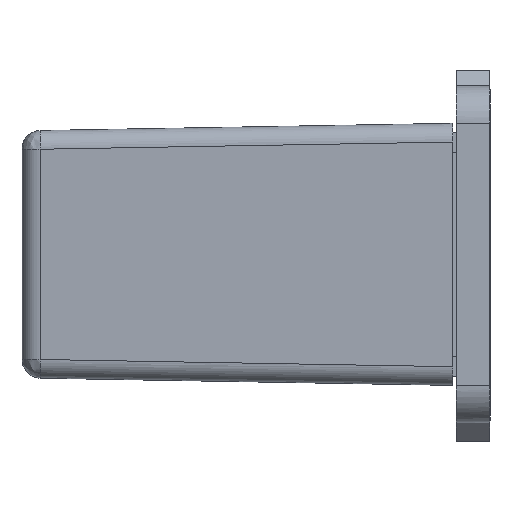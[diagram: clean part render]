
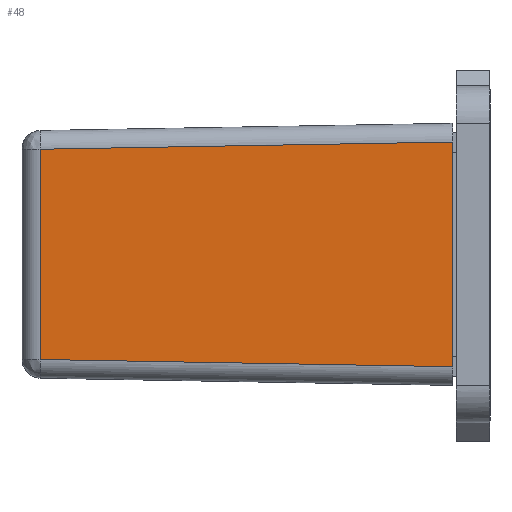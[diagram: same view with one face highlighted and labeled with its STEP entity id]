
A CAD part, left-side view. The second image highlights one B-rep face of the part: STEP entity #48.
In plain terms, the highlighted planar face has unit normal (-1, 0.018, 0).
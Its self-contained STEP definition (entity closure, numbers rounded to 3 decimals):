
#48=ADVANCED_FACE('',(#185),#2194,.T.);
#185=FACE_OUTER_BOUND('',#322,.T.);
#322=EDGE_LOOP('',(#533,#534,#535,#536));
#533=ORIENTED_EDGE('',*,*,#1252,.T.);
#534=ORIENTED_EDGE('',*,*,#1270,.T.);
#535=ORIENTED_EDGE('',*,*,#1251,.T.);
#536=ORIENTED_EDGE('',*,*,#1259,.T.);
#1251=EDGE_CURVE('',#1971,#1970,#1667,.T.);
#1252=EDGE_CURVE('',#1973,#1972,#1668,.T.);
#1259=EDGE_CURVE('',#1970,#1973,#1673,.T.);
#1270=EDGE_CURVE('',#1972,#1971,#1676,.T.);
#1667=B_SPLINE_CURVE_WITH_KNOTS('',1,(#3537,#3538),.UNSPECIFIED.,.F.,.F.,
(2,2),(0.,12.),.UNSPECIFIED.);
#1668=B_SPLINE_CURVE_WITH_KNOTS('',1,(#3539,#3540),.UNSPECIFIED.,.F.,.F.,
(2,2),(0.,11.232),.UNSPECIFIED.);
#1673=B_SPLINE_CURVE_WITH_KNOTS('',1,(#3556,#3557),.UNSPECIFIED.,.F.,.F.,
(2,2),(0.,22.024),.UNSPECIFIED.);
#1676=B_SPLINE_CURVE_WITH_KNOTS('',1,(#3587,#3588),.UNSPECIFIED.,.F.,.F.,
(2,2),(0.,22.024),.UNSPECIFIED.);
#1970=VERTEX_POINT('',#3144);
#1971=VERTEX_POINT('',#3145);
#1972=VERTEX_POINT('',#3146);
#1973=VERTEX_POINT('',#3147);
#2194=PLANE('',#2488);
#2488=AXIS2_PLACEMENT_3D('',#2820,#2571,$);
#2571=DIRECTION('',(-1.,0.017,0.));
#2820=CARTESIAN_POINT('',(-10.827,26.22,2.799));
#3144=CARTESIAN_POINT('',(-11.25,2.,16.));
#3145=CARTESIAN_POINT('',(-11.25,2.,4.));
#3146=CARTESIAN_POINT('',(-10.866,24.017,4.384));
#3147=CARTESIAN_POINT('',(-10.866,24.017,15.616));
#3537=CARTESIAN_POINT('',(-11.25,2.,4.));
#3538=CARTESIAN_POINT('',(-11.25,2.,16.));
#3539=CARTESIAN_POINT('',(-10.866,24.017,15.616));
#3540=CARTESIAN_POINT('',(-10.866,24.017,4.384));
#3556=CARTESIAN_POINT('',(-11.25,2.,16.));
#3557=CARTESIAN_POINT('',(-10.866,24.017,15.616));
#3587=CARTESIAN_POINT('',(-10.866,24.017,4.384));
#3588=CARTESIAN_POINT('',(-11.25,2.,4.));
